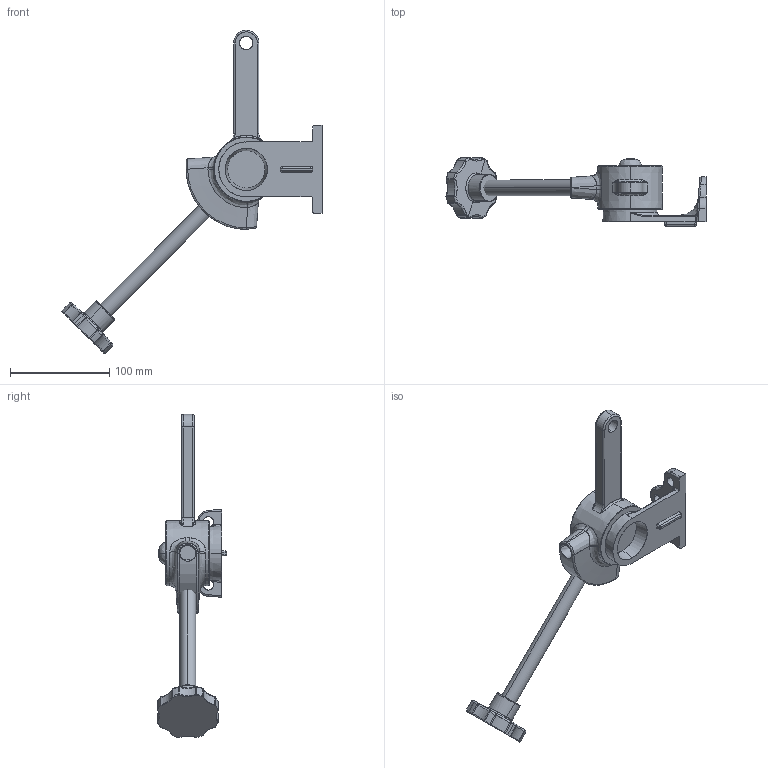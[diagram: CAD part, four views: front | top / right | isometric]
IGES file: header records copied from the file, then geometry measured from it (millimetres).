
Start section: SolidWorks IGES file using analytic representation for surfaces
Global section: file name: RC-6.IGS; native system: SolidWorks 2013; preprocessor: SolidWorks 2013; author: lpeoples; date: 130312.082314; units: inch
Bounding box: 261.45 x 69.37 x 324.95 mm (x, y, z)
Surface area: 68682.2 mm2 (no closed solid volume)
Topology: 0 solids, 0 shells, 304 faces, 3965 edges, 3929 vertices
Faces by surface type: revolution 155, bspline 149
